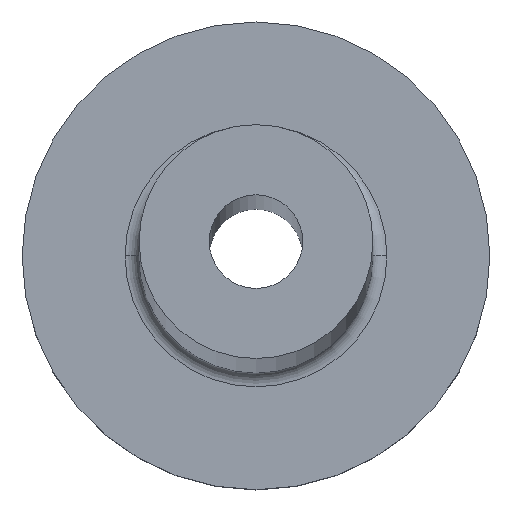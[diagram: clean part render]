
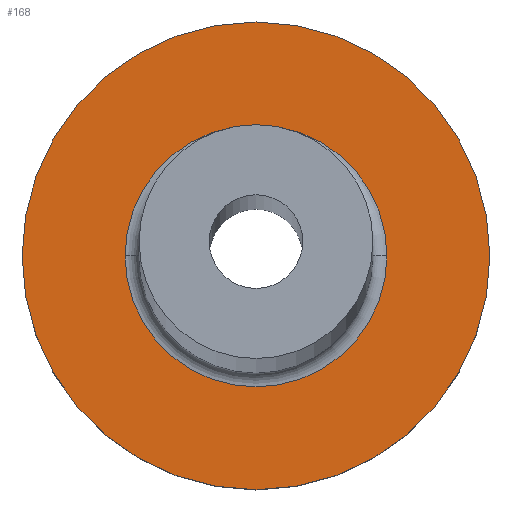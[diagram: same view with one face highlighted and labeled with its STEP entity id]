
A CAD part, top view. The second image highlights one B-rep face of the part: STEP entity #168.
In plain terms, the highlighted planar face has unit normal (0, 0, 1).
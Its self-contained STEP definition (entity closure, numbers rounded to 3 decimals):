
#14 = CARTESIAN_POINT ( 'NONE',  ( -5., 0., 3. ) ) ;
#24 = FACE_OUTER_BOUND ( 'NONE', #258, .T. ) ;
#25 = CIRCLE ( 'NONE', #70, 2.8 ) ;
#34 = VERTEX_POINT ( 'NONE', #14 ) ;
#41 = ORIENTED_EDGE ( 'NONE', *, *, #128, .T. ) ;
#62 = CARTESIAN_POINT ( 'NONE',  ( 2.8, 0., 3. ) ) ;
#70 = AXIS2_PLACEMENT_3D ( 'NONE', #121, #373, #226 ) ;
#72 = EDGE_CURVE ( 'NONE', #357, #236, #229, .T. ) ;
#78 = CARTESIAN_POINT ( 'NONE',  ( 0., 0., 3. ) ) ;
#81 = DIRECTION ( 'NONE',  ( 1., 0., 0. ) ) ;
#85 = CARTESIAN_POINT ( 'NONE',  ( -2.8, 0., 3. ) ) ;
#100 = AXIS2_PLACEMENT_3D ( 'NONE', #315, #177, #199 ) ;
#109 = DIRECTION ( 'NONE',  ( 0., 0., 1. ) ) ;
#116 = PLANE ( 'NONE',  #176 ) ;
#121 = CARTESIAN_POINT ( 'NONE',  ( 0., 0., 3. ) ) ;
#128 = EDGE_CURVE ( 'NONE', #34, #219, #268, .T. ) ;
#130 = EDGE_LOOP ( 'NONE', ( #150, #214 ) ) ;
#142 = DIRECTION ( 'NONE',  ( 1., 0., 0. ) ) ;
#150 = ORIENTED_EDGE ( 'NONE', *, *, #72, .T. ) ;
#161 = AXIS2_PLACEMENT_3D ( 'NONE', #248, #109, #221 ) ;
#168 = ADVANCED_FACE ( 'NONE', ( #230, #24 ), #116, .T. ) ;
#176 = AXIS2_PLACEMENT_3D ( 'NONE', #252, #339, #142 ) ;
#177 = DIRECTION ( 'NONE',  ( 0., 0., 1. ) ) ;
#184 = EDGE_CURVE ( 'NONE', #236, #357, #25, .T. ) ;
#199 = DIRECTION ( 'NONE',  ( 1., 0., 0. ) ) ;
#214 = ORIENTED_EDGE ( 'NONE', *, *, #184, .T. ) ;
#219 = VERTEX_POINT ( 'NONE', #375 ) ;
#221 = DIRECTION ( 'NONE',  ( 1., 0., 0. ) ) ;
#226 = DIRECTION ( 'NONE',  ( 1., 0., 0. ) ) ;
#229 = CIRCLE ( 'NONE', #362, 2.8 ) ;
#230 = FACE_BOUND ( 'NONE', #130, .T. ) ;
#236 = VERTEX_POINT ( 'NONE', #85 ) ;
#248 = CARTESIAN_POINT ( 'NONE',  ( 0., 0., 3. ) ) ;
#252 = CARTESIAN_POINT ( 'NONE',  ( 0., 0., 3. ) ) ;
#258 = EDGE_LOOP ( 'NONE', ( #41, #331 ) ) ;
#268 = CIRCLE ( 'NONE', #161, 5. ) ;
#274 = DIRECTION ( 'NONE',  ( 0., 0., -1. ) ) ;
#277 = EDGE_CURVE ( 'NONE', #219, #34, #365, .T. ) ;
#315 = CARTESIAN_POINT ( 'NONE',  ( 0., 0., 3. ) ) ;
#331 = ORIENTED_EDGE ( 'NONE', *, *, #277, .T. ) ;
#339 = DIRECTION ( 'NONE',  ( 0., 0., 1. ) ) ;
#357 = VERTEX_POINT ( 'NONE', #62 ) ;
#362 = AXIS2_PLACEMENT_3D ( 'NONE', #78, #274, #81 ) ;
#365 = CIRCLE ( 'NONE', #100, 5. ) ;
#373 = DIRECTION ( 'NONE',  ( 0., 0., -1. ) ) ;
#375 = CARTESIAN_POINT ( 'NONE',  ( 5., 0., 3. ) ) ;
